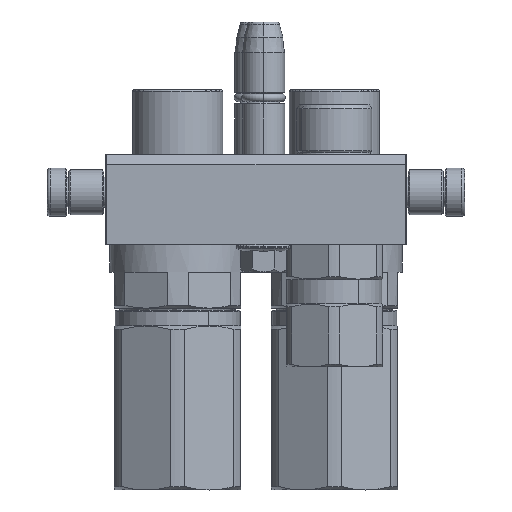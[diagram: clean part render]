
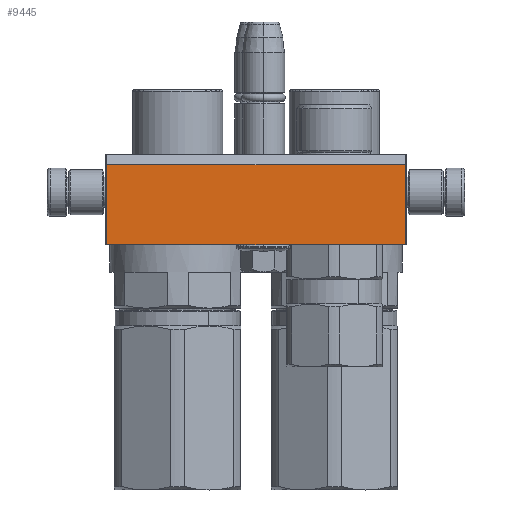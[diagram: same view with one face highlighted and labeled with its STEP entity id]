
A CAD part, left-side view. The second image highlights one B-rep face of the part: STEP entity #9445.
In plain terms, the highlighted face is planar.
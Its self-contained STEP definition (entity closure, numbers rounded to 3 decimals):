
#1140 = VERTEX_POINT ( 'NONE', #22261 ) ;
#5007 = EDGE_LOOP ( 'NONE', ( #6675, #10169, #40777, #48931 ) ) ;
#6675 = ORIENTED_EDGE ( 'NONE', *, *, #46717, .T. ) ;
#6827 = LINE ( 'NONE', #42793, #7510 ) ;
#7510 = VECTOR ( 'NONE', #43370, 1000. ) ;
#9431 = EDGE_CURVE ( 'NONE', #23607, #18120, #6827, .T. ) ;
#9445 = ADVANCED_FACE ( 'NONE', ( #19343 ), #12309, .T. ) ;
#10169 = ORIENTED_EDGE ( 'NONE', *, *, #37141, .T. ) ;
#10939 = CARTESIAN_POINT ( 'NONE',  ( -49.5, 11.536, 56. ) ) ;
#12309 = PLANE ( 'NONE',  #49949 ) ;
#16076 = CARTESIAN_POINT ( 'NONE',  ( -49.5, -15., 56. ) ) ;
#18120 = VERTEX_POINT ( 'NONE', #31232 ) ;
#19343 = FACE_OUTER_BOUND ( 'NONE', #5007, .T. ) ;
#19781 = DIRECTION ( 'NONE',  ( 0., 1., 0. ) ) ;
#20969 = CARTESIAN_POINT ( 'NONE',  ( 49.5, -15., 56. ) ) ;
#21341 = CARTESIAN_POINT ( 'NONE',  ( 49.5, -15., 56. ) ) ;
#22261 = CARTESIAN_POINT ( 'NONE',  ( -49.5, -15., 56. ) ) ;
#22963 = LINE ( 'NONE', #55158, #36154 ) ;
#23607 = VERTEX_POINT ( 'NONE', #10939 ) ;
#23698 = VECTOR ( 'NONE', #42814, 1000. ) ;
#25136 = DIRECTION ( 'NONE',  ( 1., 0., 0. ) ) ;
#29482 = VERTEX_POINT ( 'NONE', #21341 ) ;
#31232 = CARTESIAN_POINT ( 'NONE',  ( 49.5, 11.536, 56. ) ) ;
#31488 = LINE ( 'NONE', #20969, #48872 ) ;
#36154 = VECTOR ( 'NONE', #19781, 1000. ) ;
#37141 = EDGE_CURVE ( 'NONE', #29482, #18120, #31488, .T. ) ;
#38229 = LINE ( 'NONE', #16076, #23698 ) ;
#38380 = DIRECTION ( 'NONE',  ( 0., 1., 0. ) ) ;
#40777 = ORIENTED_EDGE ( 'NONE', *, *, #9431, .F. ) ;
#42793 = CARTESIAN_POINT ( 'NONE',  ( -49.5, 11.536, 56. ) ) ;
#42814 = DIRECTION ( 'NONE',  ( 1., 0., 0. ) ) ;
#43370 = DIRECTION ( 'NONE',  ( 1., 0., 0. ) ) ;
#46717 = EDGE_CURVE ( 'NONE', #1140, #29482, #38229, .T. ) ;
#47482 = EDGE_CURVE ( 'NONE', #1140, #23607, #22963, .T. ) ;
#47876 = CARTESIAN_POINT ( 'NONE',  ( -50., -15., 56. ) ) ;
#48872 = VECTOR ( 'NONE', #38380, 1000. ) ;
#48931 = ORIENTED_EDGE ( 'NONE', *, *, #47482, .F. ) ;
#49949 = AXIS2_PLACEMENT_3D ( 'NONE', #47876, #56463, #25136 ) ;
#55158 = CARTESIAN_POINT ( 'NONE',  ( -49.5, -15., 56. ) ) ;
#56463 = DIRECTION ( 'NONE',  ( 0., 0., 1. ) ) ;
